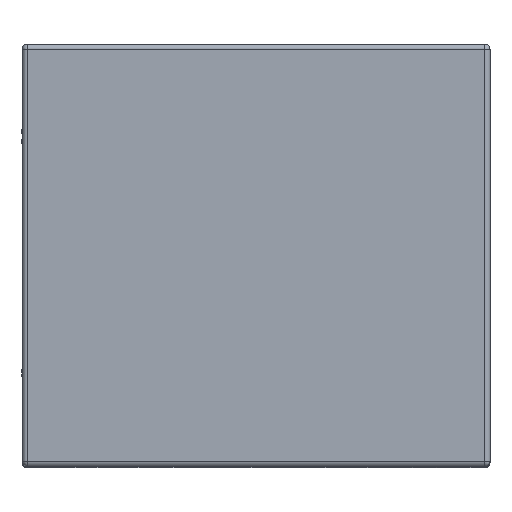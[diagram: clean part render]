
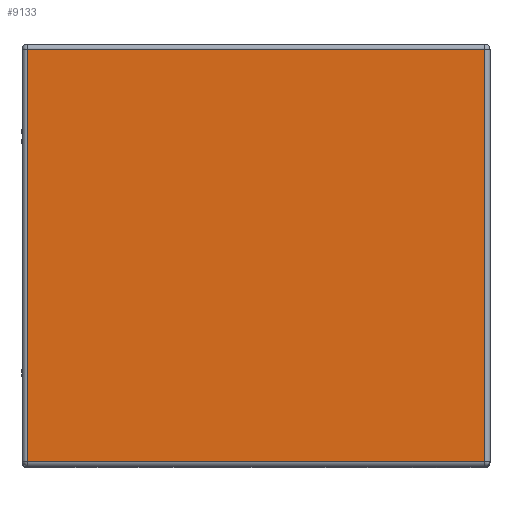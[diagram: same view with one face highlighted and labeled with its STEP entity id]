
A CAD part, top view. The second image highlights one B-rep face of the part: STEP entity #9133.
In plain terms, the highlighted planar face has unit normal (0, 0, 1).
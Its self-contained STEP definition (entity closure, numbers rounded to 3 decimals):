
#777=PLANE('',#9717);
#1251=LINE('',#12881,#2142);
#1252=LINE('',#12890,#2143);
#1257=LINE('',#12907,#2148);
#1259=LINE('',#12910,#2150);
#2142=VECTOR('',#10293,10.);
#2143=VECTOR('',#10304,10.);
#2148=VECTOR('',#10323,10.);
#2150=VECTOR('',#10327,10.);
#2870=FACE_OUTER_BOUND('',#3434,.T.);
#3434=EDGE_LOOP('',(#6810,#6811,#6812,#6813));
#4374=VERTEX_POINT('',#12865);
#4377=VERTEX_POINT('',#12872);
#4379=VERTEX_POINT('',#12883);
#4386=VERTEX_POINT('',#12902);
#5320=EDGE_CURVE('',#4374,#4377,#1251,.T.);
#5324=EDGE_CURVE('',#4379,#4374,#1252,.T.);
#5333=EDGE_CURVE('',#4377,#4386,#1257,.T.);
#5335=EDGE_CURVE('',#4386,#4379,#1259,.T.);
#6810=ORIENTED_EDGE('',*,*,#5320,.F.);
#6811=ORIENTED_EDGE('',*,*,#5324,.F.);
#6812=ORIENTED_EDGE('',*,*,#5335,.F.);
#6813=ORIENTED_EDGE('',*,*,#5333,.F.);
#9133=ADVANCED_FACE('',(#2870),#777,.T.);
#9717=AXIS2_PLACEMENT_3D('',#12956,#10366,#10367);
#10293=DIRECTION('',(0.,1.,0.));
#10304=DIRECTION('',(-1.,0.,0.));
#10323=DIRECTION('',(1.,0.,0.));
#10327=DIRECTION('',(0.,-1.,0.));
#10366=DIRECTION('center_axis',(0.,0.,1.));
#10367=DIRECTION('ref_axis',(0.,-1.,0.));
#12865=CARTESIAN_POINT('',(1.,-38.75,63.5));
#12872=CARTESIAN_POINT('',(1.,38.75,63.5));
#12881=CARTESIAN_POINT('',(1.,19.875,63.5));
#12883=CARTESIAN_POINT('',(87.,-38.75,63.5));
#12890=CARTESIAN_POINT('',(0.,-38.75,63.5));
#12902=CARTESIAN_POINT('',(87.,38.75,63.5));
#12907=CARTESIAN_POINT('',(0.,38.75,63.5));
#12910=CARTESIAN_POINT('',(87.,19.875,63.5));
#12956=CARTESIAN_POINT('Origin',(0.,39.75,63.5));
